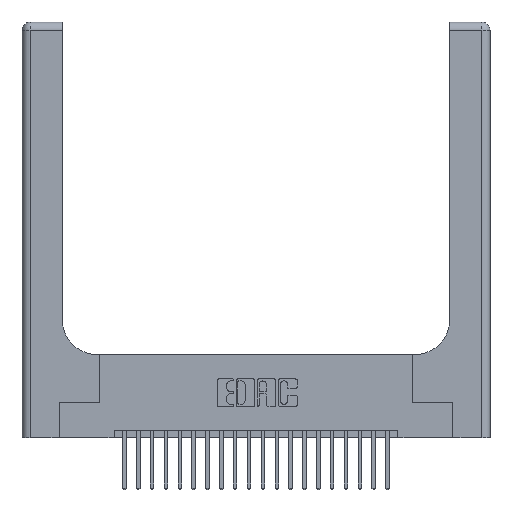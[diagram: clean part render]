
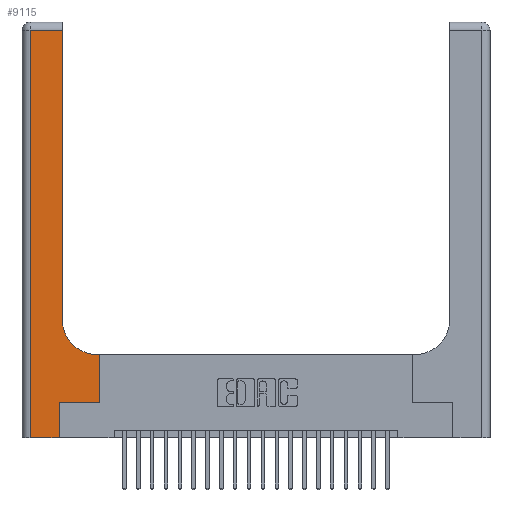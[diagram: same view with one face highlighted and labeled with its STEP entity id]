
A CAD part, top view. The second image highlights one B-rep face of the part: STEP entity #9115.
In plain terms, the highlighted planar face has unit normal (0, 0, 1).
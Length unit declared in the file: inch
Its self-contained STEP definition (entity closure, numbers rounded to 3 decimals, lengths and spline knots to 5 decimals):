
#644 = DIRECTION ( 'NONE',  ( 0., 1., 0. ) ) ;
#694 = ORIENTED_EDGE ( 'NONE', *, *, #20301, .T. ) ;
#752 = VECTOR ( 'NONE', #3864, 39.37008 ) ;
#924 = PLANE ( 'NONE',  #13326 ) ;
#1200 = EDGE_LOOP ( 'NONE', ( #13701, #10568, #3593, #22558, #15689, #17968, #8869, #4499, #694 ) ) ;
#1965 = CARTESIAN_POINT ( 'NONE',  ( 0.2915, 0.6, 0.37 ) ) ;
#3405 = CARTESIAN_POINT ( 'NONE',  ( 0.06, 0., 0.37 ) ) ;
#3593 = ORIENTED_EDGE ( 'NONE', *, *, #11892, .T. ) ;
#3864 = DIRECTION ( 'NONE',  ( -1., 0., 0. ) ) ;
#4000 = LINE ( 'NONE', #6187, #22966 ) ;
#4499 = ORIENTED_EDGE ( 'NONE', *, *, #5312, .T. ) ;
#4583 = EDGE_CURVE ( 'NONE', #20145, #15263, #4889, .T. ) ;
#4697 = DIRECTION ( 'NONE',  ( 0., 0., -1. ) ) ;
#4889 = LINE ( 'NONE', #5329, #9849 ) ;
#5312 = EDGE_CURVE ( 'NONE', #23857, #16126, #16096, .T. ) ;
#5329 = CARTESIAN_POINT ( 'NONE',  ( 0.2915, 3., 0.37 ) ) ;
#5635 = CARTESIAN_POINT ( 'NONE',  ( 0.269, 0.25, 0.37 ) ) ;
#5738 = VECTOR ( 'NONE', #18877, 39.37008 ) ;
#6187 = CARTESIAN_POINT ( 'NONE',  ( 0.5585, 0.25, 0.37 ) ) ;
#6413 = CARTESIAN_POINT ( 'NONE',  ( 0.2915, 0.85, 0.37 ) ) ;
#7302 = CARTESIAN_POINT ( 'NONE',  ( 0.06, 3., 0.37 ) ) ;
#7491 = DIRECTION ( 'NONE',  ( 1., 0., 0. ) ) ;
#7859 = VERTEX_POINT ( 'NONE', #10521 ) ;
#8349 = VECTOR ( 'NONE', #13690, 39.37008 ) ;
#8797 = DIRECTION ( 'NONE',  ( 0., 0., -1. ) ) ;
#8869 = ORIENTED_EDGE ( 'NONE', *, *, #10269, .T. ) ;
#9115 = ADVANCED_FACE ( 'NONE', ( #23306 ), #924, .F. ) ;
#9212 = DIRECTION ( 'NONE',  ( 0., -1., 0. ) ) ;
#9266 = DIRECTION ( 'NONE',  ( -1., 0., 0. ) ) ;
#9849 = VECTOR ( 'NONE', #14527, 39.37008 ) ;
#10180 = EDGE_CURVE ( 'NONE', #14548, #21423, #10687, .T. ) ;
#10269 = EDGE_CURVE ( 'NONE', #14201, #23857, #4000, .T. ) ;
#10291 = EDGE_CURVE ( 'NONE', #21423, #7859, #18077, .T. ) ;
#10521 = CARTESIAN_POINT ( 'NONE',  ( 0.269, 0.25, 0.37 ) ) ;
#10568 = ORIENTED_EDGE ( 'NONE', *, *, #15146, .T. ) ;
#10687 = LINE ( 'NONE', #15213, #5738 ) ;
#11582 = VECTOR ( 'NONE', #9266, 39.37008 ) ;
#11892 = EDGE_CURVE ( 'NONE', #16124, #14548, #18869, .T. ) ;
#13250 = CARTESIAN_POINT ( 'NONE',  ( 0.2915, 2.94, 0.37 ) ) ;
#13326 = AXIS2_PLACEMENT_3D ( 'NONE', #21094, #4697, #17564 ) ;
#13387 = CIRCLE ( 'NONE', #20692, 0.25 ) ;
#13690 = DIRECTION ( 'NONE',  ( 0., 1., 0. ) ) ;
#13701 = ORIENTED_EDGE ( 'NONE', *, *, #4583, .T. ) ;
#13884 = VECTOR ( 'NONE', #7491, 39.37008 ) ;
#14201 = VERTEX_POINT ( 'NONE', #20958 ) ;
#14527 = DIRECTION ( 'NONE',  ( 0., 1., 0. ) ) ;
#14548 = VERTEX_POINT ( 'NONE', #3405 ) ;
#15114 = CARTESIAN_POINT ( 'NONE',  ( 0.5585, 0.6, 0.37 ) ) ;
#15146 = EDGE_CURVE ( 'NONE', #15263, #16124, #21319, .T. ) ;
#15213 = CARTESIAN_POINT ( 'NONE',  ( 0., 0., 0.37 ) ) ;
#15263 = VERTEX_POINT ( 'NONE', #13250 ) ;
#15689 = ORIENTED_EDGE ( 'NONE', *, *, #10291, .T. ) ;
#15761 = EDGE_CURVE ( 'NONE', #7859, #14201, #18141, .T. ) ;
#16096 = LINE ( 'NONE', #1965, #752 ) ;
#16124 = VERTEX_POINT ( 'NONE', #17677 ) ;
#16126 = VERTEX_POINT ( 'NONE', #23112 ) ;
#17564 = DIRECTION ( 'NONE',  ( -1., 0., 0. ) ) ;
#17677 = CARTESIAN_POINT ( 'NONE',  ( 0.06, 2.94, 0.37 ) ) ;
#17968 = ORIENTED_EDGE ( 'NONE', *, *, #15761, .T. ) ;
#18077 = LINE ( 'NONE', #20963, #8349 ) ;
#18141 = LINE ( 'NONE', #5635, #13884 ) ;
#18293 = VECTOR ( 'NONE', #9212, 39.37008 ) ;
#18356 = CARTESIAN_POINT ( 'NONE',  ( 0., 2.94, 0.37 ) ) ;
#18869 = LINE ( 'NONE', #7302, #18293 ) ;
#18877 = DIRECTION ( 'NONE',  ( 1., 0., 0. ) ) ;
#19209 = CARTESIAN_POINT ( 'NONE',  ( 0.269, 0., 0.37 ) ) ;
#19740 = CARTESIAN_POINT ( 'NONE',  ( 0.5415, 0.85, 0.37 ) ) ;
#20145 = VERTEX_POINT ( 'NONE', #6413 ) ;
#20301 = EDGE_CURVE ( 'NONE', #16126, #20145, #13387, .T. ) ;
#20692 = AXIS2_PLACEMENT_3D ( 'NONE', #19740, #8797, #21613 ) ;
#20958 = CARTESIAN_POINT ( 'NONE',  ( 0.5585, 0.25, 0.37 ) ) ;
#20963 = CARTESIAN_POINT ( 'NONE',  ( 0.269, 0., 0.37 ) ) ;
#21094 = CARTESIAN_POINT ( 'NONE',  ( 0., 3., 0.37 ) ) ;
#21319 = LINE ( 'NONE', #18356, #11582 ) ;
#21423 = VERTEX_POINT ( 'NONE', #19209 ) ;
#21613 = DIRECTION ( 'NONE',  ( 1., 0., 0. ) ) ;
#22558 = ORIENTED_EDGE ( 'NONE', *, *, #10180, .T. ) ;
#22966 = VECTOR ( 'NONE', #644, 39.37008 ) ;
#23112 = CARTESIAN_POINT ( 'NONE',  ( 0.5415, 0.6, 0.37 ) ) ;
#23306 = FACE_OUTER_BOUND ( 'NONE', #1200, .T. ) ;
#23857 = VERTEX_POINT ( 'NONE', #15114 ) ;
